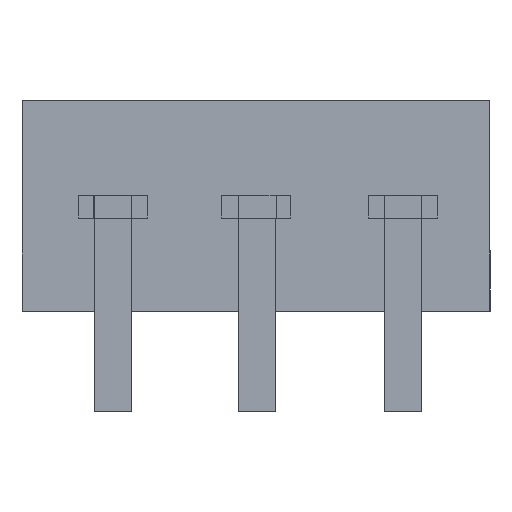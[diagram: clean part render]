
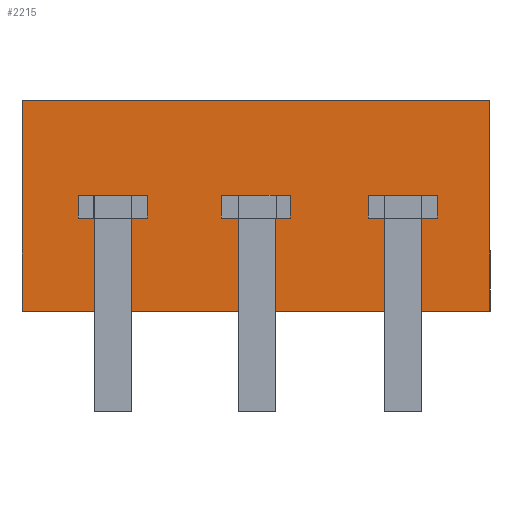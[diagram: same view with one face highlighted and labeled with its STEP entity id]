
A CAD part, front view. The second image highlights one B-rep face of the part: STEP entity #2215.
In plain terms, the highlighted planar face has unit normal (0, -1, 0).
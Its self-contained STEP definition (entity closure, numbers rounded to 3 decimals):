
#197=FACE_OUTER_BOUND('',#279,.T.);
#279=EDGE_LOOP('',(#1960,#1961,#1962,#1963));
#547=LINE('',#3592,#892);
#548=LINE('',#3594,#893);
#549=LINE('',#3596,#894);
#550=LINE('',#3597,#895);
#892=VECTOR('',#2871,10.);
#893=VECTOR('',#2872,10.);
#894=VECTOR('',#2873,10.);
#895=VECTOR('',#2874,10.);
#1237=VERTEX_POINT('',#3590);
#1238=VERTEX_POINT('',#3591);
#1239=VERTEX_POINT('',#3593);
#1240=VERTEX_POINT('',#3595);
#1598=EDGE_CURVE('',#1237,#1238,#547,.T.);
#1599=EDGE_CURVE('',#1238,#1239,#548,.T.);
#1600=EDGE_CURVE('',#1240,#1239,#549,.T.);
#1601=EDGE_CURVE('',#1237,#1240,#550,.T.);
#1960=ORIENTED_EDGE('',*,*,#1598,.T.);
#1961=ORIENTED_EDGE('',*,*,#1599,.T.);
#1962=ORIENTED_EDGE('',*,*,#1600,.F.);
#1963=ORIENTED_EDGE('',*,*,#1601,.F.);
#2138=PLANE('',#2472);
#2215=ADVANCED_FACE('',(#197),#2138,.T.);
#2472=AXIS2_PLACEMENT_3D('',#3589,#2869,#2870);
#2869=DIRECTION('center_axis',(0.,-1.,0.));
#2870=DIRECTION('ref_axis',(0.,0.,-1.));
#2871=DIRECTION('',(1.,0.,0.));
#2872=DIRECTION('',(0.,0.,1.));
#2873=DIRECTION('',(1.,0.,0.));
#2874=DIRECTION('',(0.,0.,1.));
#3589=CARTESIAN_POINT('Origin',(5.056,5.025,0.435));
#3590=CARTESIAN_POINT('',(0.,5.025,0.435));
#3591=CARTESIAN_POINT('',(10.112,5.025,0.435));
#3592=CARTESIAN_POINT('',(0.,5.025,0.435));
#3593=CARTESIAN_POINT('',(10.112,5.025,4.992));
#3594=CARTESIAN_POINT('',(10.112,5.025,0.435));
#3595=CARTESIAN_POINT('',(0.,5.025,4.992));
#3596=CARTESIAN_POINT('',(0.,5.025,4.992));
#3597=CARTESIAN_POINT('',(0.,5.025,0.435));
